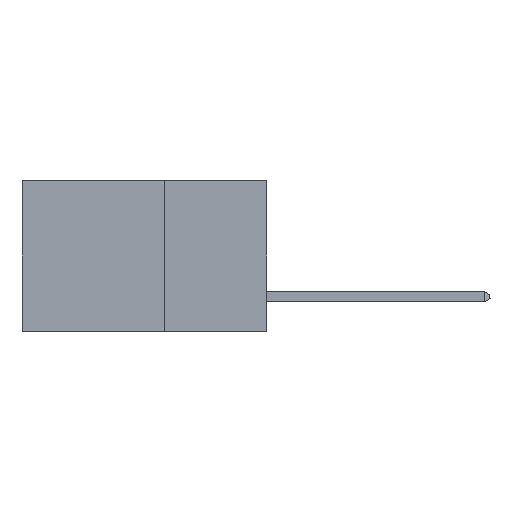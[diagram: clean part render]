
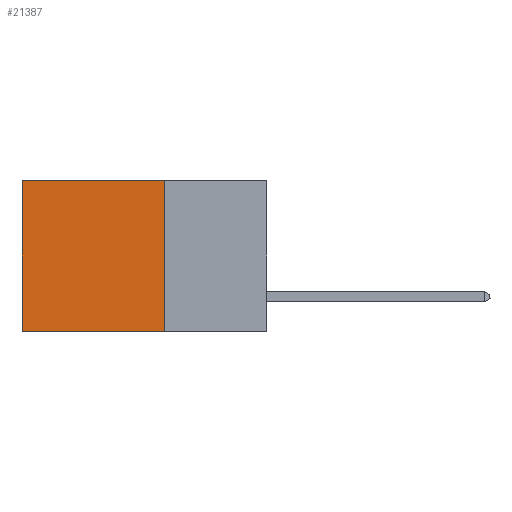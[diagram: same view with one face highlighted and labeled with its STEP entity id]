
A CAD part, left-side view. The second image highlights one B-rep face of the part: STEP entity #21387.
In plain terms, the highlighted planar face has unit normal (-1, 0, 0).
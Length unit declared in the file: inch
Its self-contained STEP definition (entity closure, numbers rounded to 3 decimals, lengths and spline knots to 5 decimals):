
#235 = DIRECTION ( 'NONE',  ( 0., 1., 0. ) ) ;
#572 = AXIS2_PLACEMENT_3D ( 'NONE', #1926, #1822, #23168 ) ;
#1258 = ORIENTED_EDGE ( 'NONE', *, *, #12298, .F. ) ;
#1385 = VECTOR ( 'NONE', #17063, 39.37008 ) ;
#1822 = DIRECTION ( 'NONE',  ( 1., 0., 0. ) ) ;
#1926 = CARTESIAN_POINT ( 'NONE',  ( 0.2875, 0.25, 0. ) ) ;
#2033 = PLANE ( 'NONE',  #572 ) ;
#2672 = CARTESIAN_POINT ( 'NONE',  ( 0.2875, 0.25, 0. ) ) ;
#2704 = FACE_OUTER_BOUND ( 'NONE', #6850, .T. ) ;
#3523 = ORIENTED_EDGE ( 'NONE', *, *, #9007, .T. ) ;
#4885 = CARTESIAN_POINT ( 'NONE',  ( 0.2875, 0.25, -0.37 ) ) ;
#6850 = EDGE_LOOP ( 'NONE', ( #29332, #13098, #1258, #3523 ) ) ;
#6886 = VECTOR ( 'NONE', #16121, 39.37008 ) ;
#7606 = DIRECTION ( 'NONE',  ( 0., 0., -1. ) ) ;
#9007 = EDGE_CURVE ( 'NONE', #24393, #24467, #16242, .T. ) ;
#9376 = EDGE_CURVE ( 'NONE', #24467, #28255, #27083, .T. ) ;
#12298 = EDGE_CURVE ( 'NONE', #24393, #21540, #26527, .T. ) ;
#12524 = CARTESIAN_POINT ( 'NONE',  ( 0.2875, 0.6, 0. ) ) ;
#13098 = ORIENTED_EDGE ( 'NONE', *, *, #24303, .F. ) ;
#14179 = CARTESIAN_POINT ( 'NONE',  ( 0.2875, 0.6, 0. ) ) ;
#14622 = CARTESIAN_POINT ( 'NONE',  ( 0.2875, 0.25, 0. ) ) ;
#16121 = DIRECTION ( 'NONE',  ( 0., 0., -1. ) ) ;
#16242 = LINE ( 'NONE', #2672, #23374 ) ;
#16388 = CARTESIAN_POINT ( 'NONE',  ( 0.2875, 0.25, 0. ) ) ;
#17063 = DIRECTION ( 'NONE',  ( 0., 1., 0. ) ) ;
#21296 = VECTOR ( 'NONE', #7606, 39.37008 ) ;
#21387 = ADVANCED_FACE ( 'NONE', ( #2704 ), #2033, .F. ) ;
#21540 = VERTEX_POINT ( 'NONE', #4885 ) ;
#21571 = LINE ( 'NONE', #21984, #1385 ) ;
#21984 = CARTESIAN_POINT ( 'NONE',  ( 0.2875, 0.25, -0.37 ) ) ;
#23168 = DIRECTION ( 'NONE',  ( 0., 0., -1. ) ) ;
#23374 = VECTOR ( 'NONE', #235, 39.37008 ) ;
#24303 = EDGE_CURVE ( 'NONE', #21540, #28255, #21571, .T. ) ;
#24393 = VERTEX_POINT ( 'NONE', #14622 ) ;
#24467 = VERTEX_POINT ( 'NONE', #12524 ) ;
#26527 = LINE ( 'NONE', #16388, #21296 ) ;
#27083 = LINE ( 'NONE', #14179, #6886 ) ;
#28255 = VERTEX_POINT ( 'NONE', #30374 ) ;
#29332 = ORIENTED_EDGE ( 'NONE', *, *, #9376, .T. ) ;
#30374 = CARTESIAN_POINT ( 'NONE',  ( 0.2875, 0.6, -0.37 ) ) ;
